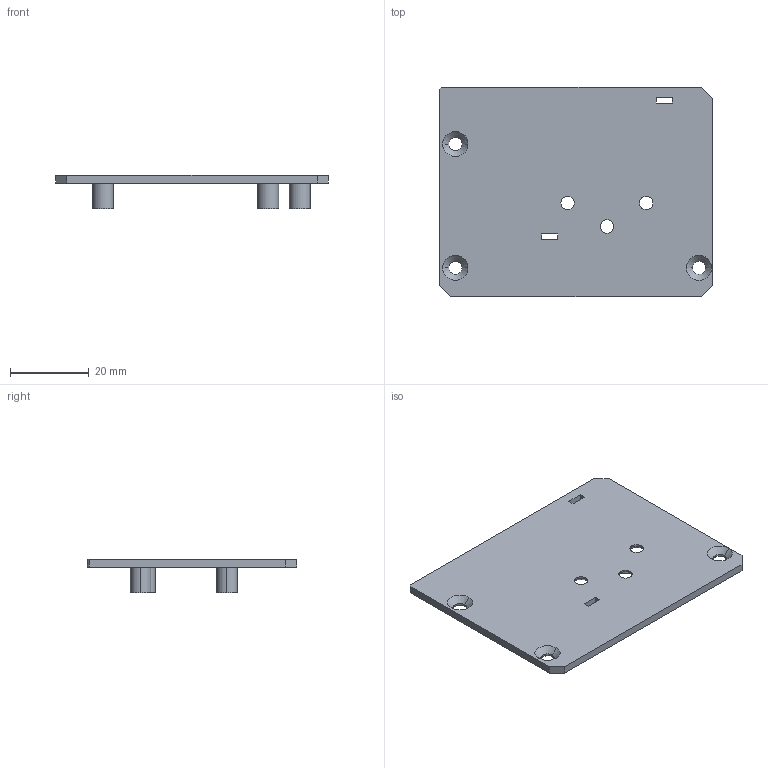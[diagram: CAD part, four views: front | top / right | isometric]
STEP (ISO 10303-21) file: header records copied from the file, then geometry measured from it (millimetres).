
FILE_DESCRIPTION (( 'STEP AP214' ), '1' );
FILE_NAME ('JXHSV06-08022-b interface cover panel.step', '2023-06-08T06:48:00', ( '微软用户' ), ( '微软中国' ), 'SwSTEP 2.0', 'SolidWorks 2020', '' );
FILE_SCHEMA (( 'AUTOMOTIVE_DESIGN' ));
Length unit declared in the file: millimetre
Products named in the file (1): JXHSV06-08022-b interface cover panel
Bounding box: 69.4 x 53.4 x 8.5 mm (x, y, z)
Volume: 7619.6 mm3; surface area: 8489.7 mm2
Topology: 1 solids, 1 shells, 66 faces, 156 edges, 100 vertices
Faces by surface type: cylinder 28, plane 26, cone 12
Entity records: 2066 total; most frequent: DIRECTION 358, CARTESIAN_POINT 323, ORIENTED_EDGE 312, EDGE_CURVE 156, AXIS2_PLACEMENT_3D 135, VERTEX_POINT 100, EDGE_LOOP 90, VECTOR 88
